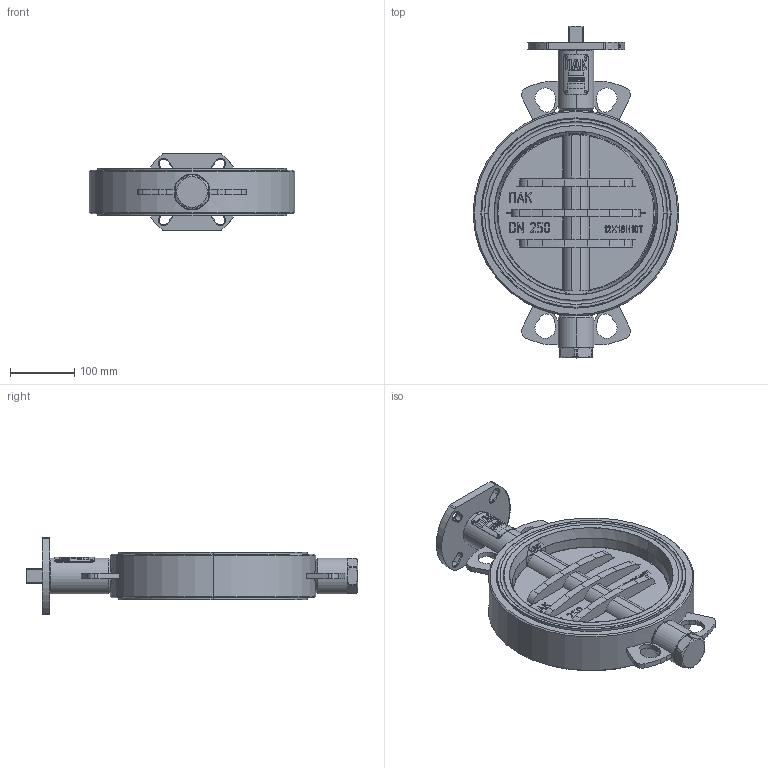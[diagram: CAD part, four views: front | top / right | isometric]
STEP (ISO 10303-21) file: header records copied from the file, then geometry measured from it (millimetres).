
FILE_DESCRIPTION (( 'STEP AP214' ), '1' );
FILE_NAME ('AP1.23.200.01.01.00.000 Ã× 3D-ìîäåëü ñèììåòðè÷íîãî çàòâîð DN250 PN10-16.STEP', '2022-05-30T06:44:15', ( '' ), ( '' ), 'SwSTEP 2.0', 'SolidWorks 2018', '' );
FILE_SCHEMA (( 'AUTOMOTIVE_DESIGN' ));
Length unit declared in the file: millimetre
Products named in the file (2): AP1.23.200.01.01.00.000 Ã×  3D-ìîäåëü ñèììåòðè÷íîãî çàòâîð DN250 PN10-16
Bounding box: 320 x 516.5 x 120 mm (x, y, z)
Surface area: 507002.1 mm2 (no closed solid volume)
Topology: 0 solids, 52 shells, 597 faces, 2712 edges, 2138 vertices
Faces by surface type: plane 224, cylinder 155, cone 77, torus 76, bspline 65
Entity records: 41664 total; most frequent: CARTESIAN_POINT 15071, ORIENTED_EDGE 3822, DIRECTION 3616, EDGE_CURVE 2712, VERTEX_POINT 2138, AXIS2_PLACEMENT_3D 1271, LINE 1074, VECTOR 1074
